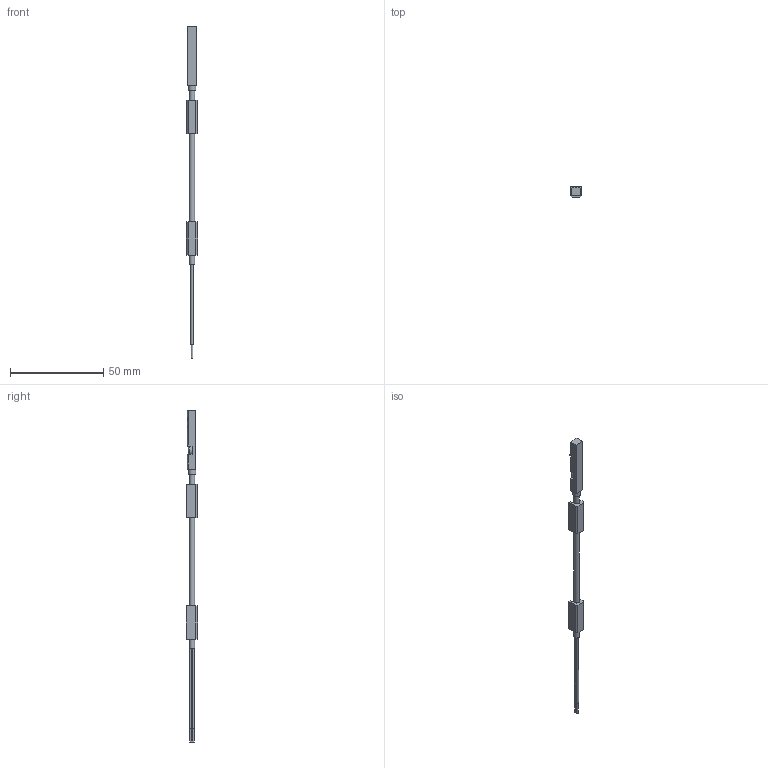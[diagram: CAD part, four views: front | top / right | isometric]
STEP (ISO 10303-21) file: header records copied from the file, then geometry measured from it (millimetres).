
FILE_DESCRIPTION((''),'2;1');
FILE_NAME('83.9900015.stp','2008-11-28T14:58:10',('rm'),(''),'Autodesk Inventor 2009','Autodesk Inventor 2009','');
FILE_SCHEMA(('AUTOMOTIVE_DESIGN { 1 0 10303 214 1 1 1 1 }'));
Length unit declared in the file: millimetre
Products named in the file (1): 83.9900015
Bounding box: 5.9 x 5.9 x 177.8 mm (x, y, z)
Volume: 2216.4 mm3; surface area: 2621.9 mm2
Topology: 1 solids, 1 shells, 86 faces, 228 edges, 151 vertices
Faces by surface type: plane 72, cylinder 12, torus 2
Full cylindrical faces by diameter (mm): 2.9 x1, 4 x1, 5 x1
Entity records: 2716 total; most frequent: CARTESIAN_POINT 539, ORIENTED_EDGE 448, DIRECTION 432, EDGE_CURVE 224, VECTOR 178, LINE 178, VERTEX_POINT 150, AXIS2_PLACEMENT_3D 127
